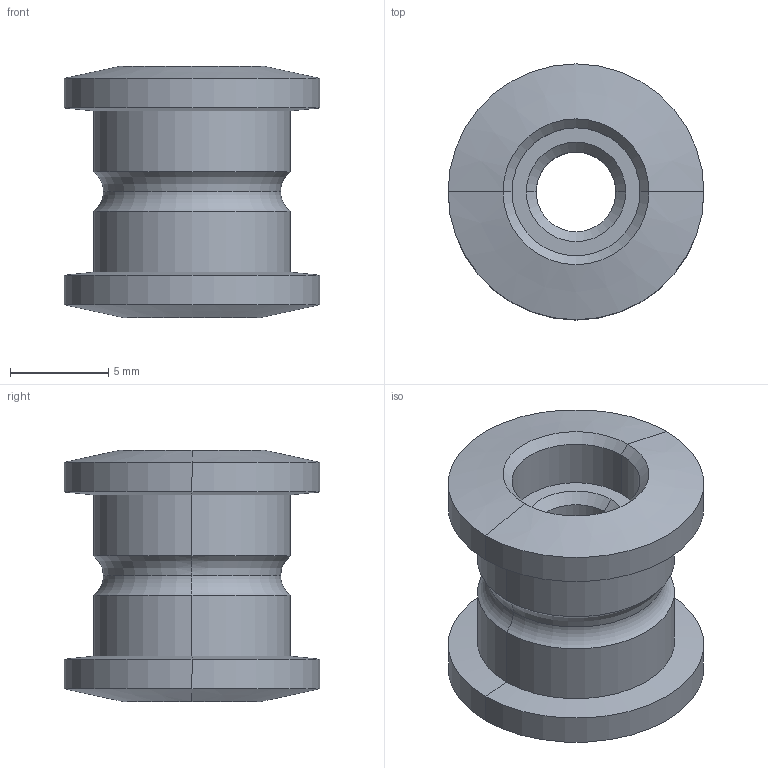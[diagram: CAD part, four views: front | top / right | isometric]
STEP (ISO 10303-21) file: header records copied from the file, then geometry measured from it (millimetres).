
FILE_DESCRIPTION (( 'STEP AP214' ), '1' );
FILE_NAME ('1225-10923 - Rev01 .step', '2019-07-15T13:25:05', ( '' ), ( '' ), 'SwSTEP 2.0', 'SolidWorks 2019', '' );
FILE_SCHEMA (( 'AUTOMOTIVE_DESIGN' ));
Length unit declared in the file: millimetre
Products named in the file (1): 1225-10923 - Rev01 
Bounding box: 13 x 13 x 12.76 mm (x, y, z)
Volume: 927.9 mm3; surface area: 910.5 mm2
Topology: 1 solids, 1 shells, 32 faces, 64 edges, 34 vertices
Faces by surface type: cone 14, cylinder 12, torus 4, plane 2
Entity records: 856 total; most frequent: DIRECTION 168, CARTESIAN_POINT 131, ORIENTED_EDGE 128, AXIS2_PLACEMENT_3D 71, EDGE_CURVE 64, CIRCLE 38, EDGE_LOOP 34, VERTEX_POINT 34
